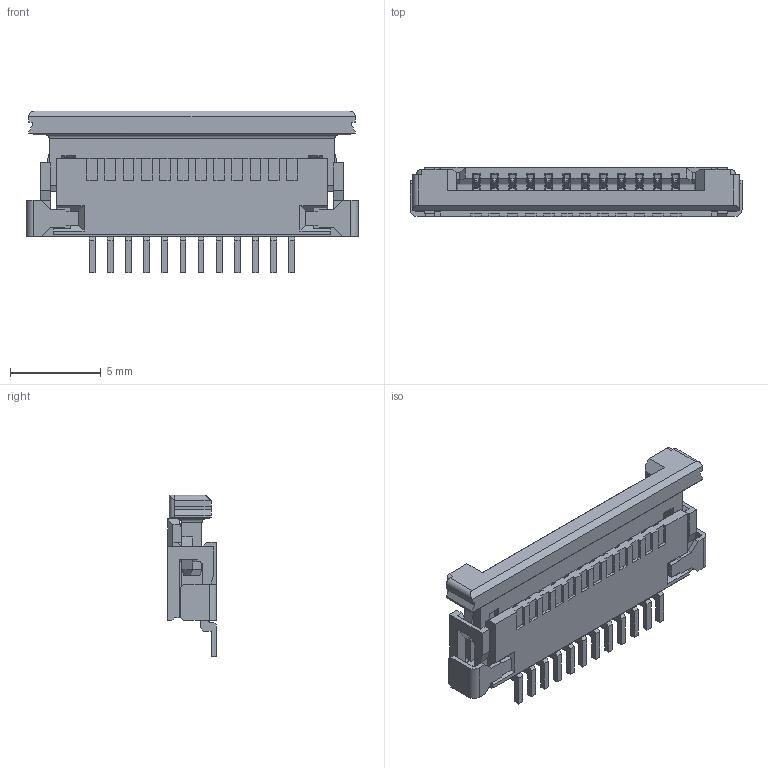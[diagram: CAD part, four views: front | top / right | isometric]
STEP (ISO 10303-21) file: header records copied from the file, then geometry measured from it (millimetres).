
FILE_DESCRIPTION(/* description */ ('3D InterOp IGES (v. 2018 1.0.2), Spatial Corp. Copyright (c) 1999-2017. '),/* implementation_level */ '2;1');
FILE_NAME(/* name */ '5549.igs.ipt.step',/* time_stamp */ '2020-09-23T08:42:30+02:00',/* author */ ('TraceParts'),/* organization */ ('TraceParts S.A.'),/* preprocessor_version */ 'ST-DEVELOPER v16.5',/* originating_system */ 'Autodesk Inventor 2017',/* authorisation */ '');
FILE_SCHEMA (('AUTOMOTIVE_DESIGN { 1 0 10303 214 3 1 1 }'));
Length unit declared in the file: millimetre
Products named in the file (1): 5549.igs
Bounding box: 18.3 x 2.7 x 8.9 mm (x, y, z)
Surface area: 918.4 mm2 (no closed solid volume)
Topology: 0 solids, 1057 shells, 1057 faces, 6021 edges, 6056 vertices
Faces by surface type: plane 866, cylinder 119, cone 72
Entity records: 59740 total; most frequent: CARTESIAN_POINT 13918, DIRECTION 8523, VERTEX_POINT 5938, EDGE_CURVE 5938, ORIENTED_EDGE 5938, LINE 5451, VECTOR 5451, AXIS2_PLACEMENT_3D 1536
